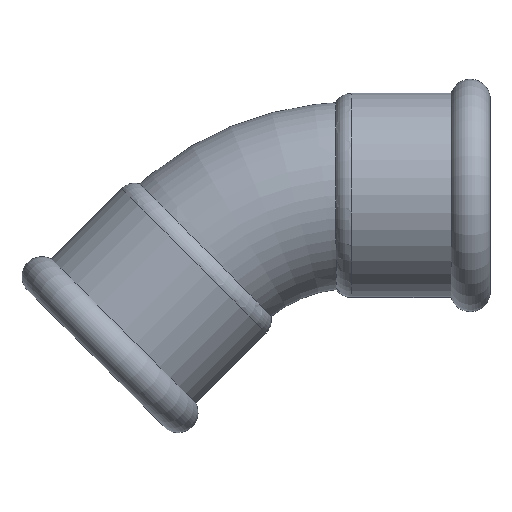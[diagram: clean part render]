
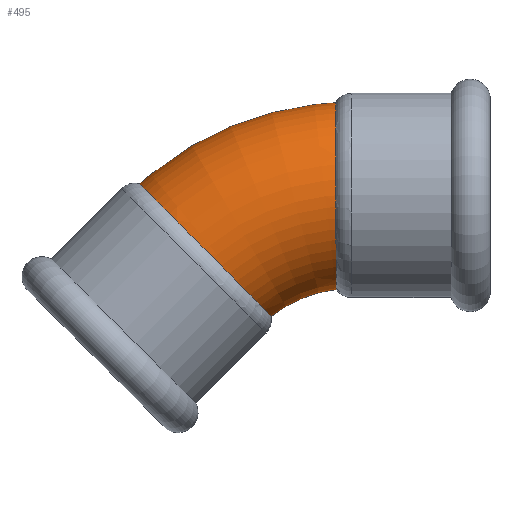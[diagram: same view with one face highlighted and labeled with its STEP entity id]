
A CAD part, top view. The second image highlights one B-rep face of the part: STEP entity #495.
In plain terms, the highlighted toroidal (fillet/blend) face has major radius 42 mm and minor radius 17.5 mm.
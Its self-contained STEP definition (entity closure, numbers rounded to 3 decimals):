
#17=B_SPLINE_CURVE_WITH_KNOTS('',3,(#863,#864,#865,#866,#867,#868,#869,
#870,#871,#872,#873,#874),.UNSPECIFIED.,.F.,.F.,(4,2,2,2,2,4),(8.295,
8.9,9.585,10.269,10.656,11.042),
 .UNSPECIFIED.);
#18=B_SPLINE_CURVE_WITH_KNOTS('',3,(#876,#877,#878,#879,#880,#881,#882,
#883,#884,#885,#886,#887,#888,#889,#890,#891,#892,#893,#894,#895),
 .UNSPECIFIED.,.F.,.F.,(4,2,2,2,2,2,2,2,2,4),(0.,0.683,1.366,
2.05,2.736,3.423,4.111,4.799,
5.482,5.522),.UNSPECIFIED.);
#19=B_SPLINE_CURVE_WITH_KNOTS('',3,(#896,#897,#898,#899,#900,#901,#902,
#903,#904,#905,#906,#907),.UNSPECIFIED.,.F.,.F.,(4,2,2,2,2,4),(5.522,
6.162,6.842,7.526,8.213,8.295),
 .UNSPECIFIED.);
#23=B_SPLINE_CURVE_WITH_KNOTS('',3,(#990,#991,#992,#993,#994,#995,#996,
#997,#998,#999,#1000,#1001),.UNSPECIFIED.,.F.,.F.,(4,2,2,2,2,4),(5.522,
6.162,6.842,7.526,8.213,8.295),
 .UNSPECIFIED.);
#24=B_SPLINE_CURVE_WITH_KNOTS('',3,(#1003,#1004,#1005,#1006,#1007,#1008,
#1009,#1010,#1011,#1012,#1013,#1014,#1015,#1016,#1017,#1018,#1019,#1020,
#1021,#1022),.UNSPECIFIED.,.F.,.F.,(4,2,2,2,2,2,2,2,2,4),(0.,0.683,
1.366,2.05,2.736,3.423,4.111,
4.799,5.482,5.522),.UNSPECIFIED.);
#25=B_SPLINE_CURVE_WITH_KNOTS('',3,(#1023,#1024,#1025,#1026,#1027,#1028,
#1029,#1030,#1031,#1032,#1033,#1034),.UNSPECIFIED.,.F.,.F.,(4,2,2,2,2,4),
(8.295,8.9,9.585,10.269,10.656,
11.042),.UNSPECIFIED.);
#73=FACE_OUTER_BOUND('',#95,.T.);
#95=EDGE_LOOP('',(#420,#421,#422,#423,#424,#425,#426,#427));
#155=CIRCLE('',#592,24.5);
#193=VERTEX_POINT('',#860);
#194=VERTEX_POINT('',#862);
#195=VERTEX_POINT('',#875);
#209=VERTEX_POINT('',#987);
#210=VERTEX_POINT('',#989);
#211=VERTEX_POINT('',#1002);
#261=EDGE_CURVE('',#193,#194,#17,.T.);
#262=EDGE_CURVE('',#194,#195,#18,.T.);
#263=EDGE_CURVE('',#195,#193,#19,.T.);
#284=EDGE_CURVE('',#210,#209,#23,.T.);
#285=EDGE_CURVE('',#211,#210,#24,.T.);
#286=EDGE_CURVE('',#209,#211,#25,.T.);
#294=EDGE_CURVE('',#210,#195,#155,.T.);
#420=ORIENTED_EDGE('',*,*,#285,.T.);
#421=ORIENTED_EDGE('',*,*,#294,.T.);
#422=ORIENTED_EDGE('',*,*,#262,.F.);
#423=ORIENTED_EDGE('',*,*,#261,.F.);
#424=ORIENTED_EDGE('',*,*,#263,.F.);
#425=ORIENTED_EDGE('',*,*,#294,.F.);
#426=ORIENTED_EDGE('',*,*,#284,.T.);
#427=ORIENTED_EDGE('',*,*,#286,.T.);
#476=TOROIDAL_SURFACE('',#591,42.,17.5);
#495=ADVANCED_FACE('',(#73),#476,.T.);
#591=AXIS2_PLACEMENT_3D('',#1090,#752,#753);
#592=AXIS2_PLACEMENT_3D('',#1091,#754,#755);
#752=DIRECTION('center_axis',(0.,0.,
-1.));
#753=DIRECTION('ref_axis',(-1.,0.,0.));
#754=DIRECTION('center_axis',(0.,0.,
1.));
#755=DIRECTION('ref_axis',(-1.,0.,0.));
#860=CARTESIAN_POINT('',(-53.576,-10.179,17.5));
#862=CARTESIAN_POINT('',(-65.863,2.172,0.));
#863=CARTESIAN_POINT('Ctrl Pts',(-53.576,-10.179,17.5));
#864=CARTESIAN_POINT('Ctrl Pts',(-54.995,-8.75,17.487));
#865=CARTESIAN_POINT('Ctrl Pts',(-56.404,-7.332,17.129));
#866=CARTESIAN_POINT('Ctrl Pts',(-59.253,-4.466,15.656));
#867=CARTESIAN_POINT('Ctrl Pts',(-60.645,-3.068,14.462));
#868=CARTESIAN_POINT('Ctrl Pts',(-63.024,-0.678,11.387));
#869=CARTESIAN_POINT('Ctrl Pts',(-63.99,0.292,9.537));
#870=CARTESIAN_POINT('Ctrl Pts',(-65.067,1.373,6.311));
#871=CARTESIAN_POINT('Ctrl Pts',(-65.364,1.671,5.089));
#872=CARTESIAN_POINT('Ctrl Pts',(-65.762,2.071,2.574));
#873=CARTESIAN_POINT('Ctrl Pts',(-65.863,2.172,1.289));
#874=CARTESIAN_POINT('Ctrl Pts',(-65.863,2.172,0.));
#875=CARTESIAN_POINT('',(-41.158,-22.752,0.));
#876=CARTESIAN_POINT('Ctrl Pts',(-65.863,2.172,0.));
#877=CARTESIAN_POINT('Ctrl Pts',(-65.863,2.172,-2.276));
#878=CARTESIAN_POINT('Ctrl Pts',(-65.549,1.857,-4.53));
#879=CARTESIAN_POINT('Ctrl Pts',(-64.329,0.633,-8.743));
#880=CARTESIAN_POINT('Ctrl Pts',(-63.435,-0.266,-10.661));
#881=CARTESIAN_POINT('Ctrl Pts',(-61.176,-2.534,-13.905));
#882=CARTESIAN_POINT('Ctrl Pts',(-59.833,-3.883,-15.2));
#883=CARTESIAN_POINT('Ctrl Pts',(-56.872,-6.861,-16.99));
#884=CARTESIAN_POINT('Ctrl Pts',(-55.281,-8.461,-17.467));
#885=CARTESIAN_POINT('Ctrl Pts',(-52.058,-11.708,-17.53));
#886=CARTESIAN_POINT('Ctrl Pts',(-50.456,-13.323,-17.114));
#887=CARTESIAN_POINT('Ctrl Pts',(-47.456,-16.354,-15.432));
#888=CARTESIAN_POINT('Ctrl Pts',(-46.085,-17.742,-14.181));
#889=CARTESIAN_POINT('Ctrl Pts',(-43.764,-20.097,-11.003));
#890=CARTESIAN_POINT('Ctrl Pts',(-42.834,-21.043,-9.105));
#891=CARTESIAN_POINT('Ctrl Pts',(-41.546,-22.355,-4.919));
#892=CARTESIAN_POINT('Ctrl Pts',(-41.197,-22.712,-2.673));
#893=CARTESIAN_POINT('Ctrl Pts',(-41.159,-22.751,-0.263));
#894=CARTESIAN_POINT('Ctrl Pts',(-41.158,-22.752,-0.131));
#895=CARTESIAN_POINT('Ctrl Pts',(-41.158,-22.752,0.));
#896=CARTESIAN_POINT('Ctrl Pts',(-41.158,-22.752,0.));
#897=CARTESIAN_POINT('Ctrl Pts',(-41.158,-22.752,2.13));
#898=CARTESIAN_POINT('Ctrl Pts',(-41.432,-22.472,4.243));
#899=CARTESIAN_POINT('Ctrl Pts',(-42.535,-21.348,8.351));
#900=CARTESIAN_POINT('Ctrl Pts',(-43.387,-20.48,10.29));
#901=CARTESIAN_POINT('Ctrl Pts',(-45.571,-18.264,13.608));
#902=CARTESIAN_POINT('Ctrl Pts',(-46.885,-16.932,14.953));
#903=CARTESIAN_POINT('Ctrl Pts',(-49.809,-13.977,16.856));
#904=CARTESIAN_POINT('Ctrl Pts',(-51.392,-12.379,17.394));
#905=CARTESIAN_POINT('Ctrl Pts',(-53.195,-10.563,17.497));
#906=CARTESIAN_POINT('Ctrl Pts',(-53.385,-10.371,17.501));
#907=CARTESIAN_POINT('Ctrl Pts',(-53.576,-10.179,17.5));
#987=CARTESIAN_POINT('',(-29.002,0.,17.5));
#989=CARTESIAN_POINT('',(-28.892,-17.671,0.));
#990=CARTESIAN_POINT('Ctrl Pts',(-28.892,-17.671,0.));
#991=CARTESIAN_POINT('Ctrl Pts',(-28.892,-17.671,2.13));
#992=CARTESIAN_POINT('Ctrl Pts',(-28.896,-17.28,4.243));
#993=CARTESIAN_POINT('Ctrl Pts',(-28.911,-15.705,8.351));
#994=CARTESIAN_POINT('Ctrl Pts',(-28.922,-14.489,10.29));
#995=CARTESIAN_POINT('Ctrl Pts',(-28.946,-11.377,13.608));
#996=CARTESIAN_POINT('Ctrl Pts',(-28.958,-9.506,14.953));
#997=CARTESIAN_POINT('Ctrl Pts',(-28.98,-5.349,16.856));
#998=CARTESIAN_POINT('Ctrl Pts',(-28.99,-3.1,17.394));
#999=CARTESIAN_POINT('Ctrl Pts',(-29.,-0.541,17.497));
#1000=CARTESIAN_POINT('Ctrl Pts',(-29.001,-0.27,
17.501));
#1001=CARTESIAN_POINT('Ctrl Pts',(-29.002,0.,
17.5));
#1002=CARTESIAN_POINT('',(-29.047,17.422,0.));
#1003=CARTESIAN_POINT('Ctrl Pts',(-29.047,17.422,0.));
#1004=CARTESIAN_POINT('Ctrl Pts',(-29.047,17.422,-2.276));
#1005=CARTESIAN_POINT('Ctrl Pts',(-29.046,16.977,-4.53));
#1006=CARTESIAN_POINT('Ctrl Pts',(-29.043,15.249,-8.743));
#1007=CARTESIAN_POINT('Ctrl Pts',(-29.041,13.981,-10.661));
#1008=CARTESIAN_POINT('Ctrl Pts',(-29.033,10.78,-13.905));
#1009=CARTESIAN_POINT('Ctrl Pts',(-29.029,8.877,-15.2));
#1010=CARTESIAN_POINT('Ctrl Pts',(-29.018,4.677,-16.99));
#1011=CARTESIAN_POINT('Ctrl Pts',(-29.011,2.42,-17.467));
#1012=CARTESIAN_POINT('Ctrl Pts',(-28.994,-2.155,-17.53));
#1013=CARTESIAN_POINT('Ctrl Pts',(-28.984,-4.429,-17.114));
#1014=CARTESIAN_POINT('Ctrl Pts',(-28.963,-8.694,-15.432));
#1015=CARTESIAN_POINT('Ctrl Pts',(-28.951,-10.644,-14.181));
#1016=CARTESIAN_POINT('Ctrl Pts',(-28.927,-13.951,-11.003));
#1017=CARTESIAN_POINT('Ctrl Pts',(-28.915,-15.277,-9.105));
#1018=CARTESIAN_POINT('Ctrl Pts',(-28.898,-17.116,-4.919));
#1019=CARTESIAN_POINT('Ctrl Pts',(-28.893,-17.615,-2.673));
#1020=CARTESIAN_POINT('Ctrl Pts',(-28.892,-17.67,-0.263));
#1021=CARTESIAN_POINT('Ctrl Pts',(-28.892,-17.671,-0.131));
#1022=CARTESIAN_POINT('Ctrl Pts',(-28.892,-17.671,0.));
#1023=CARTESIAN_POINT('Ctrl Pts',(-29.002,0.,
17.5));
#1024=CARTESIAN_POINT('Ctrl Pts',(-29.009,2.014,17.487));
#1025=CARTESIAN_POINT('Ctrl Pts',(-29.016,4.013,17.129));
#1026=CARTESIAN_POINT('Ctrl Pts',(-29.027,8.054,15.656));
#1027=CARTESIAN_POINT('Ctrl Pts',(-29.032,10.027,14.462));
#1028=CARTESIAN_POINT('Ctrl Pts',(-29.039,13.399,11.387));
#1029=CARTESIAN_POINT('Ctrl Pts',(-29.042,14.768,9.537));
#1030=CARTESIAN_POINT('Ctrl Pts',(-29.045,16.294,6.311));
#1031=CARTESIAN_POINT('Ctrl Pts',(-29.046,16.714,5.089));
#1032=CARTESIAN_POINT('Ctrl Pts',(-29.047,17.279,2.574));
#1033=CARTESIAN_POINT('Ctrl Pts',(-29.047,17.422,1.289));
#1034=CARTESIAN_POINT('Ctrl Pts',(-29.047,17.422,0.));
#1090=CARTESIAN_POINT('Origin',(-26.,-42.,0.));
#1091=CARTESIAN_POINT('Origin',(-26.,-42.,0.));
